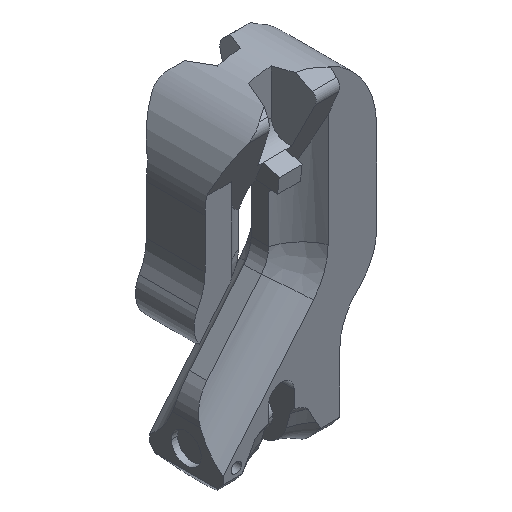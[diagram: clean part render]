
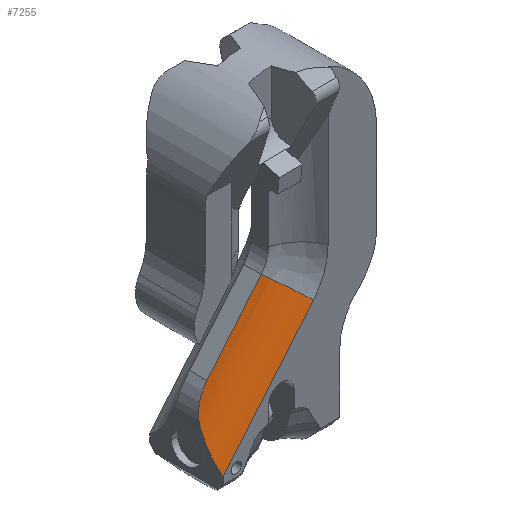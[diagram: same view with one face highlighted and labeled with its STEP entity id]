
A CAD part, isometric view. The second image highlights one B-rep face of the part: STEP entity #7255.
In plain terms, the highlighted cylindrical face has radius 40.255 mm (diameter 80.51 mm), a partial arc.
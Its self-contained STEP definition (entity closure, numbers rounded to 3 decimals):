
#1963=DIRECTION('',(-0.643,0.,-0.766));
#1964=VECTOR('',#1963,110.704);
#1965=CARTESIAN_POINT('',(25.159,-29.,84.071));
#1966=LINE('',#1965,#1964);
#2178=CARTESIAN_POINT('',(-46.,-29.,-0.733));
#2179=CARTESIAN_POINT('',(-46.,-26.855,0.743));
#2180=CARTESIAN_POINT('',(-46.,-23.023,4.062));
#2181=CARTESIAN_POINT('',(-46.,-16.675,11.754));
#2182=CARTESIAN_POINT('',(-46.,-13.109,18.479));
#2183=CARTESIAN_POINT('',(-46.,-11.165,23.31));
#2210=CARTESIAN_POINT('',(-36.642,-6.862,
49.022));
#2211=CARTESIAN_POINT('',(-37.7,-6.862,
47.76));
#2212=CARTESIAN_POINT('',(-39.656,-6.924,
45.115));
#2213=CARTESIAN_POINT('',(-42.088,-7.222,
40.794));
#2214=CARTESIAN_POINT('',(-43.918,-7.75,
36.337));
#2215=CARTESIAN_POINT('',(-45.172,-8.55,
31.833));
#2216=CARTESIAN_POINT('',(-45.87,-9.676,
27.386));
#2217=CARTESIAN_POINT('',(-46.,-10.632,24.635));
#2218=CARTESIAN_POINT('',(-46.,-11.165,23.31));
#2234=DIRECTION('',(-0.643,0.,-0.766));
#2235=VECTOR('',#2234,66.574);
#2236=CARTESIAN_POINT('',(6.151,-6.862,100.02));
#2237=LINE('',#2236,#2235);
#2280=CARTESIAN_POINT('',(-3.041,-45.287,107.734));
#2281=DIRECTION('',(0.643,0.,0.766));
#2282=DIRECTION('',(0.701,0.405,-0.588));
#2283=AXIS2_PLACEMENT_3D('',#2280,#2281,#2282);
#4241=CARTESIAN_POINT('',(25.159,-29.,84.071));
#4243=VERTEX_POINT('',#4241);
#4244=CARTESIAN_POINT('',(-46.,-29.,-0.733));
#4245=VERTEX_POINT('',#4244);
#4246=VERTEX_POINT('',#2183);
#4247=VERTEX_POINT('',#2210);
#4248=CARTESIAN_POINT('',(6.151,-6.862,100.02));
#4249=VERTEX_POINT('',#4248);
#7243=CARTESIAN_POINT('',(-3.041,-45.287,107.734));
#7244=DIRECTION('',(0.643,0.,0.766));
#7245=DIRECTION('',(-0.766,0.,0.643));
#7246=AXIS2_PLACEMENT_3D('',#7243,#7244,#7245);
#7247=CYLINDRICAL_SURFACE('',#7246,40.255);
#7248=ORIENTED_EDGE('',*,*,#6824,.T.);
#7249=ORIENTED_EDGE('',*,*,#7100,.T.);
#7250=ORIENTED_EDGE('',*,*,#7125,.F.);
#7251=ORIENTED_EDGE('',*,*,#7140,.F.);
#7252=ORIENTED_EDGE('',*,*,#7236,.F.);
#7253=EDGE_LOOP('',(#7248,#7249,#7250,#7251,#7252));
#7254=FACE_OUTER_BOUND('',#7253,.F.);
#7255=ADVANCED_FACE('',(#7254),#7247,.F.);
#2184=B_SPLINE_CURVE_WITH_KNOTS('',3,(#2178,#2179,#2180,#2181,#2182,#2183),
.UNSPECIFIED.,.F.,.F.,(4,1,1,4),(0.,0.25,0.5,1.),.UNSPECIFIED.);
#2219=B_SPLINE_CURVE_WITH_KNOTS('',3,(#2210,#2211,#2212,#2213,#2214,#2215,#2216,
#2217,#2218),.UNSPECIFIED.,.F.,.F.,(4,1,1,1,1,1,4),(0.,0.167,
0.333,0.5,0.667,0.833,1.),
.UNSPECIFIED.);
#2284=CIRCLE('',#2283,40.255);
#6824=EDGE_CURVE('',#4243,#4245,#1966,.T.);
#7100=EDGE_CURVE('',#4245,#4246,#2184,.T.);
#7125=EDGE_CURVE('',#4247,#4246,#2219,.T.);
#7140=EDGE_CURVE('',#4249,#4247,#2237,.T.);
#7236=EDGE_CURVE('',#4243,#4249,#2284,.T.);
